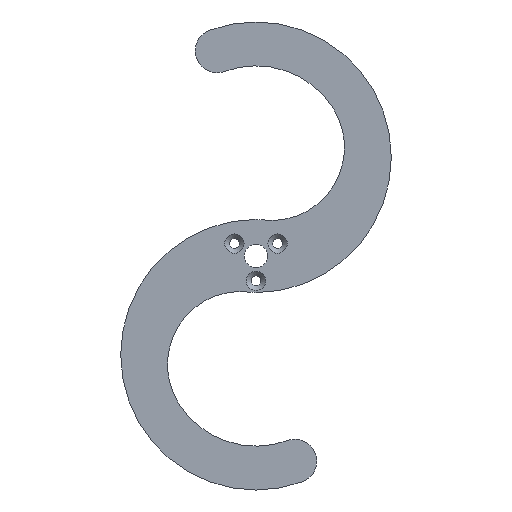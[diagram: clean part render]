
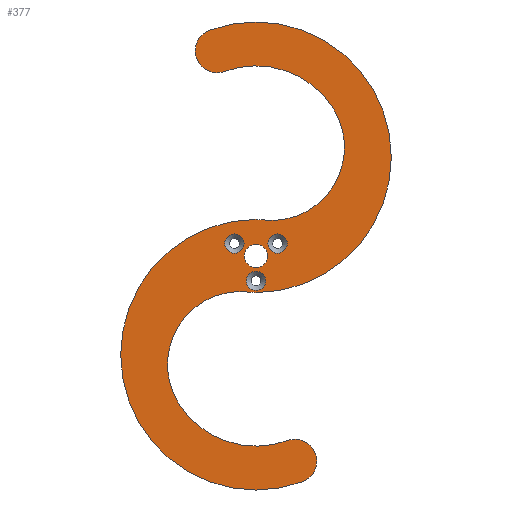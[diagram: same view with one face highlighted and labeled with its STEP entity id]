
A CAD part, front view. The second image highlights one B-rep face of the part: STEP entity #377.
In plain terms, the highlighted planar face has unit normal (0, -1, 0).
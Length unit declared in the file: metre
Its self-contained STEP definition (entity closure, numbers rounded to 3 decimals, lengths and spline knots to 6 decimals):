
#19=FACE_BOUND('',#76,.T.);
#20=FACE_BOUND('',#77,.T.);
#21=FACE_BOUND('',#78,.T.);
#22=FACE_BOUND('',#79,.T.);
#24=PLANE('',#436);
#49=FACE_OUTER_BOUND('',#75,.T.);
#75=EDGE_LOOP('',(#303,#304,#305,#306,#307,#308,#309,#310,#311,#312));
#76=EDGE_LOOP('',(#313));
#77=EDGE_LOOP('',(#314));
#78=EDGE_LOOP('',(#315));
#79=EDGE_LOOP('',(#316));
#151=CIRCLE('',#431,0.0033);
#152=CIRCLE('',#433,0.0033);
#153=CIRCLE('',#435,0.0033);
#154=CIRCLE('',#437,0.0125);
#155=CIRCLE('',#438,0.04625);
#156=CIRCLE('',#439,0.0075);
#157=CIRCLE('',#440,0.03125);
#158=CIRCLE('',#441,0.025);
#159=CIRCLE('',#442,0.0125);
#160=CIRCLE('',#443,0.04625);
#161=CIRCLE('',#444,0.0075);
#162=CIRCLE('',#445,0.03125);
#163=CIRCLE('',#446,0.025);
#164=CIRCLE('',#447,0.004);
#185=VERTEX_POINT('',#648);
#186=VERTEX_POINT('',#652);
#187=VERTEX_POINT('',#656);
#188=VERTEX_POINT('',#660);
#189=VERTEX_POINT('',#661);
#190=VERTEX_POINT('',#663);
#191=VERTEX_POINT('',#665);
#192=VERTEX_POINT('',#667);
#193=VERTEX_POINT('',#669);
#194=VERTEX_POINT('',#671);
#195=VERTEX_POINT('',#673);
#196=VERTEX_POINT('',#675);
#197=VERTEX_POINT('',#677);
#198=VERTEX_POINT('',#680);
#225=EDGE_CURVE('',#185,#185,#151,.T.);
#227=EDGE_CURVE('',#186,#186,#152,.T.);
#229=EDGE_CURVE('',#187,#187,#153,.T.);
#231=EDGE_CURVE('',#188,#189,#154,.T.);
#232=EDGE_CURVE('',#189,#190,#155,.T.);
#233=EDGE_CURVE('',#190,#191,#156,.T.);
#234=EDGE_CURVE('',#191,#192,#157,.T.);
#235=EDGE_CURVE('',#192,#193,#158,.T.);
#236=EDGE_CURVE('',#193,#194,#159,.T.);
#237=EDGE_CURVE('',#194,#195,#160,.T.);
#238=EDGE_CURVE('',#195,#196,#161,.T.);
#239=EDGE_CURVE('',#196,#197,#162,.T.);
#240=EDGE_CURVE('',#197,#188,#163,.T.);
#241=EDGE_CURVE('',#198,#198,#164,.T.);
#303=ORIENTED_EDGE('',*,*,#231,.T.);
#304=ORIENTED_EDGE('',*,*,#232,.T.);
#305=ORIENTED_EDGE('',*,*,#233,.T.);
#306=ORIENTED_EDGE('',*,*,#234,.T.);
#307=ORIENTED_EDGE('',*,*,#235,.T.);
#308=ORIENTED_EDGE('',*,*,#236,.T.);
#309=ORIENTED_EDGE('',*,*,#237,.T.);
#310=ORIENTED_EDGE('',*,*,#238,.T.);
#311=ORIENTED_EDGE('',*,*,#239,.T.);
#312=ORIENTED_EDGE('',*,*,#240,.T.);
#313=ORIENTED_EDGE('',*,*,#225,.T.);
#314=ORIENTED_EDGE('',*,*,#227,.T.);
#315=ORIENTED_EDGE('',*,*,#229,.T.);
#316=ORIENTED_EDGE('',*,*,#241,.T.);
#377=ADVANCED_FACE('',(#49,#19,#20,#21,#22),#24,.F.);
#431=AXIS2_PLACEMENT_3D('',#649,#523,#524);
#433=AXIS2_PLACEMENT_3D('',#653,#528,#529);
#435=AXIS2_PLACEMENT_3D('',#657,#533,#534);
#436=AXIS2_PLACEMENT_3D('',#659,#536,#537);
#437=AXIS2_PLACEMENT_3D('',#662,#538,#539);
#438=AXIS2_PLACEMENT_3D('',#664,#540,#541);
#439=AXIS2_PLACEMENT_3D('',#666,#542,#543);
#440=AXIS2_PLACEMENT_3D('',#668,#544,#545);
#441=AXIS2_PLACEMENT_3D('',#670,#546,#547);
#442=AXIS2_PLACEMENT_3D('',#672,#548,#549);
#443=AXIS2_PLACEMENT_3D('',#674,#550,#551);
#444=AXIS2_PLACEMENT_3D('',#676,#552,#553);
#445=AXIS2_PLACEMENT_3D('',#678,#554,#555);
#446=AXIS2_PLACEMENT_3D('',#679,#556,#557);
#447=AXIS2_PLACEMENT_3D('',#681,#558,#559);
#523=DIRECTION('center_axis',(0.,1.,0.));
#524=DIRECTION('ref_axis',(0.,0.,-1.));
#528=DIRECTION('center_axis',(0.,1.,0.));
#529=DIRECTION('ref_axis',(0.,0.,-1.));
#533=DIRECTION('center_axis',(0.,1.,0.));
#534=DIRECTION('ref_axis',(0.,0.,-1.));
#536=DIRECTION('center_axis',(0.,1.,0.));
#537=DIRECTION('ref_axis',(1.,0.,0.));
#538=DIRECTION('center_axis',(0.,-1.,0.));
#539=DIRECTION('ref_axis',(0.,0.,1.));
#540=DIRECTION('center_axis',(0.,-1.,0.));
#541=DIRECTION('ref_axis',(0.342,0.,-0.94));
#542=DIRECTION('center_axis',(0.,-1.,0.));
#543=DIRECTION('ref_axis',(-0.342,0.,0.94));
#544=DIRECTION('center_axis',(0.,1.,0.));
#545=DIRECTION('ref_axis',(0.,0.,-1.));
#546=DIRECTION('center_axis',(0.,1.,0.));
#547=DIRECTION('ref_axis',(-0.841,0.,-0.541));
#548=DIRECTION('center_axis',(0.,-1.,0.));
#549=DIRECTION('ref_axis',(0.,0.,-1.));
#550=DIRECTION('center_axis',(0.,-1.,0.));
#551=DIRECTION('ref_axis',(-0.342,0.,0.94));
#552=DIRECTION('center_axis',(0.,-1.,0.));
#553=DIRECTION('ref_axis',(0.342,0.,-0.94));
#554=DIRECTION('center_axis',(0.,1.,0.));
#555=DIRECTION('ref_axis',(0.,0.,1.));
#556=DIRECTION('center_axis',(0.,1.,0.));
#557=DIRECTION('ref_axis',(0.841,0.,0.541));
#558=DIRECTION('center_axis',(0.,1.,0.));
#559=DIRECTION('ref_axis',(1.,0.,0.));
#648=CARTESIAN_POINT('',(0.007361,-0.0065,0.00755));
#649=CARTESIAN_POINT('Origin',(0.007361,-0.0065,0.00425));
#652=CARTESIAN_POINT('',(-0.007361,-0.0065,0.00755));
#653=CARTESIAN_POINT('Origin',(-0.007361,-0.0065,0.00425));
#656=CARTESIAN_POINT('',(0.,-0.0065,-0.0052));
#657=CARTESIAN_POINT('Origin',(0.,-0.0065,-0.0085));
#659=CARTESIAN_POINT('Origin',(0.,-0.0065,0.));
#660=CARTESIAN_POINT('',(0.001752,-0.0065,0.012377));
#661=CARTESIAN_POINT('',(0.,-0.0065,0.0125));
#662=CARTESIAN_POINT('Origin',(0.,-0.0065,0.));
#663=CARTESIAN_POINT('',(0.015818,-0.0065,-0.077211));
#664=CARTESIAN_POINT('Origin',(0.,-0.0065,-0.03375));
#665=CARTESIAN_POINT('',(0.010688,-0.0065,-0.063115));
#666=CARTESIAN_POINT('Origin',(0.013253,-0.0065,-0.070163));
#667=CARTESIAN_POINT('',(-0.026287,-0.0065,-0.050648));
#668=CARTESIAN_POINT('Origin',(0.,-0.0065,-0.03375));
#669=CARTESIAN_POINT('',(-0.001752,-0.0065,-0.012377));
#670=CARTESIAN_POINT('Origin',(-0.005257,-0.0065,-0.03713));
#671=CARTESIAN_POINT('',(0.,-0.0065,-0.0125));
#672=CARTESIAN_POINT('Origin',(0.,-0.0065,0.));
#673=CARTESIAN_POINT('',(-0.015818,-0.0065,0.077211));
#674=CARTESIAN_POINT('Origin',(0.,-0.0065,0.03375));
#675=CARTESIAN_POINT('',(-0.010688,-0.0065,0.063115));
#676=CARTESIAN_POINT('Origin',(-0.013253,-0.0065,0.070163));
#677=CARTESIAN_POINT('',(0.026287,-0.0065,0.050648));
#678=CARTESIAN_POINT('Origin',(0.,-0.0065,0.03375));
#679=CARTESIAN_POINT('Origin',(0.005257,-0.0065,0.03713));
#680=CARTESIAN_POINT('',(-0.004,-0.0065,0.));
#681=CARTESIAN_POINT('Origin',(0.,-0.0065,0.));
